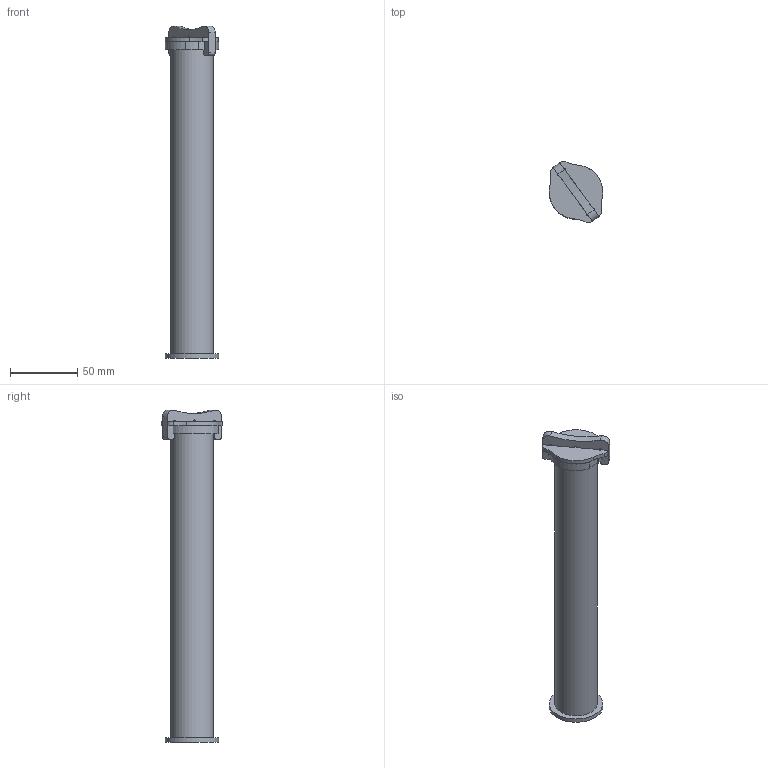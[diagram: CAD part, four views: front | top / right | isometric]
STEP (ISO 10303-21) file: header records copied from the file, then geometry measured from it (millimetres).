
FILE_DESCRIPTION(/* description */ (''),/* implementation_level */ '2;1');
FILE_NAME(/* name */ 'Battery Tube Assembly.stp',/* time_stamp */ '2015-09-22T15:58:33-07:00',/* author */ ('Evil Brian'),/* organization */ (''),/* preprocessor_version */ 'ST-DEVELOPER v16.1',/* originating_system */ 'Autodesk Inventor 2016',/* authorisation */ '');
FILE_SCHEMA (('AUTOMOTIVE_DESIGN { 1 0 10303 214 3 1 1 }'));
Length unit declared in the file: millimetre
Products named in the file (11): BatteryTube; Aft Endcap Inner; Aft Endcap Middle; Aft Endcap Outer; Battery Tube Collar; Forward Endcap 3mm; Forward Endcap 6mm; FrontTerm; Twist Lock; Forward Endcap Outer; Battery Tube
Assembly tree (11 placements, depth 2):
  Battery Tube
    BatteryTube
    Aft Endcap Inner
    Aft Endcap Middle
    Aft Endcap Outer
    Battery Tube Collar
    Forward Endcap 3mm  x2
    Forward Endcap 6mm
    FrontTerm
    Twist Lock
    Forward Endcap Outer
Bounding box: 40 x 45.64 x 247.71 mm (x, y, z)
Volume: 58893.1 mm3; surface area: 63341.5 mm2
Topology: 11 solids, 11 shells, 155 faces, 399 edges, 266 vertices
Faces by surface type: cylinder 90, plane 65
Full cylindrical faces by diameter (mm): 2 x2, 2.8 x3, 3 x1, 4 x1, 19.5 x1, 28.5 x2, 28.575 x1, 28.85 x1, 31.75 x1, 32 x1, 40 x1
Entity records: 4924 total; most frequent: DIRECTION 902, CARTESIAN_POINT 815, ORIENTED_EDGE 760, EDGE_CURVE 380, AXIS2_PLACEMENT_3D 349, VERTEX_POINT 262, LINE 204, VECTOR 204
